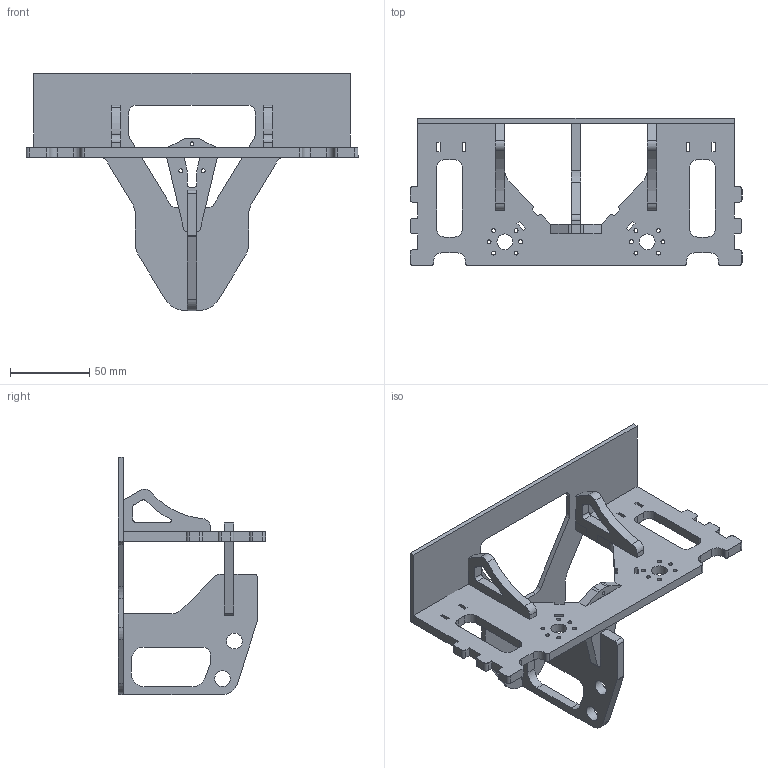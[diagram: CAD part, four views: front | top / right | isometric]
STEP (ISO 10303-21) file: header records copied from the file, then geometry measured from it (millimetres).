
FILE_DESCRIPTION(/* description */ (''),/* implementation_level */ '2;1');
FILE_NAME(/* name */ 'Main Structure Asssembly.stp',/* time_stamp */ '2015-01-16T15:55:46-08:00',/* author */ ('Evil Brian'),/* organization */ (''),/* preprocessor_version */ 'ST-DEVELOPER v15.6',/* originating_system */ 'Autodesk Inventor 2015',/* authorisation */ '');
FILE_SCHEMA (('AUTOMOTIVE_DESIGN { 1 0 10303 214 3 1 1 }'));
Products named in the file (6): Bulkhead; Harness Pusher; Vertical Motor Mount; Handle; Top Plate; Main Structure Asssembly
Bounding box: 210 x 93 x 150 mm (x, y, z)
Volume: 142052.3 mm3; surface area: 79433.2 mm2
Topology: 6 solids, 6 shells, 349 faces, 1011 edges, 674 vertices
Faces by surface type: plane 244, cylinder 105
Full cylindrical faces by diameter (mm): 2.5 x15, 10 x4
Entity records: 10818 total; most frequent: CARTESIAN_POINT 1881, ORIENTED_EDGE 1840, DIRECTION 1784, EDGE_CURVE 920, LINE 726, VECTOR 726, VERTEX_POINT 626, AXIS2_PLACEMENT_3D 529
